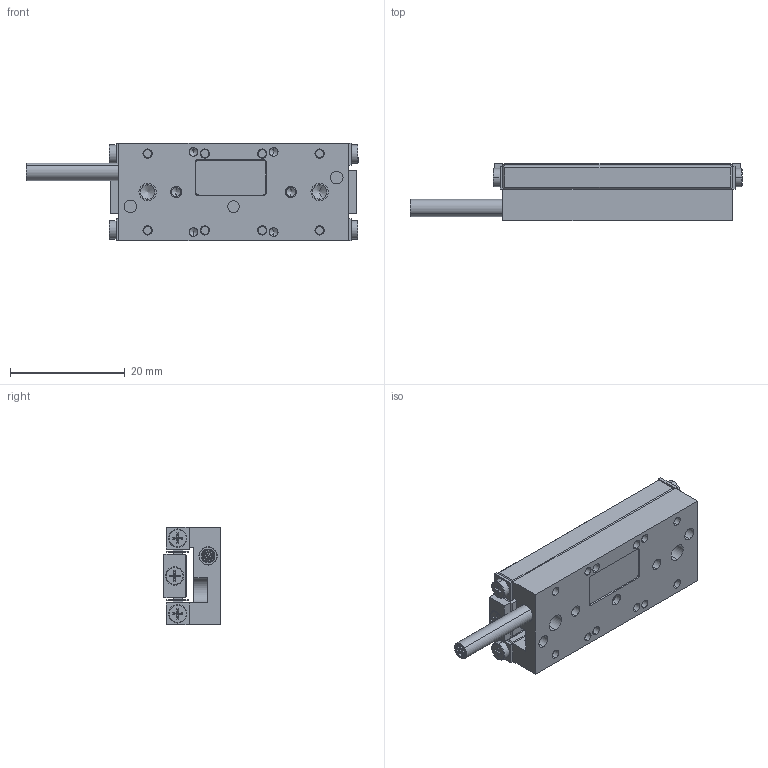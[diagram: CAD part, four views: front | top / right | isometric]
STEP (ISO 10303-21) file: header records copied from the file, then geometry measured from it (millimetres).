
FILE_DESCRIPTION (( 'STEP AP214' ), '1' );
FILE_NAME ('PP-18-13X00.STEP', '2024-07-24T15:31:00', ( '' ), ( '' ), 'SwSTEP 2.0', 'SolidWorks 2023', '' );
FILE_SCHEMA (( 'AUTOMOTIVE_DESIGN' ));
Length unit declared in the file: millimetre
Products named in the file (9): NB Slide Way SVW 1000 Cage_SVW 1040-11Z Custom; PP-18, Base, Master Part_40; NB Slide Way SVW 1000 Center Way_SVW 1040 IKO; PPS-20, Back Cover, Master Part; PP-18-13X00; Cooner Black Cable_L30; NB Slide Way SVW 1000 Rail_SVW 1040 IKO ; SCREW, MS-PPH, M-JCIS_M1.6 x 0.35 x 4mm; 130160 Bearing, NB, Slide Way, SVW 1000_SVW 1040-11Z IKO Version (Rigid at Center)
Assembly tree (17 placements, depth 3):
  PP-18-13X00
    PP-18, Base, Master Part_40
    130160 Bearing, NB, Slide Way, SVW 1000_SVW 1040-11Z IKO Version (Rigid at Center)
      NB Slide Way SVW 1000 Rail_SVW 1040 IKO   x2
      NB Slide Way SVW 1000 Center Way_SVW 1040 IKO
      NB Slide Way SVW 1000 Cage_SVW 1040-11Z Custom  x2
    PPS-20, Back Cover, Master Part
    SCREW, MS-PPH, M-JCIS_M1.6 x 0.35 x 4mm  x8
    Cooner Black Cable_L30
Bounding box: 57.9 x 10 x 17 mm (x, y, z)
Volume: 5223.3 mm3; surface area: 7864.6 mm2
Topology: 29 solids, 29 shells, 817 faces, 2051 edges, 1330 vertices
Faces by surface type: plane 476, cylinder 224, torus 60, cone 32, bspline 25
Entity records: 58910 total; most frequent: CARTESIAN_POINT 47400, DIRECTION 2304, ORIENTED_EDGE 2286, EDGE_CURVE 1143, AXIS2_PLACEMENT_3D 795, VERTEX_POINT 752, LINE 714, VECTOR 714
